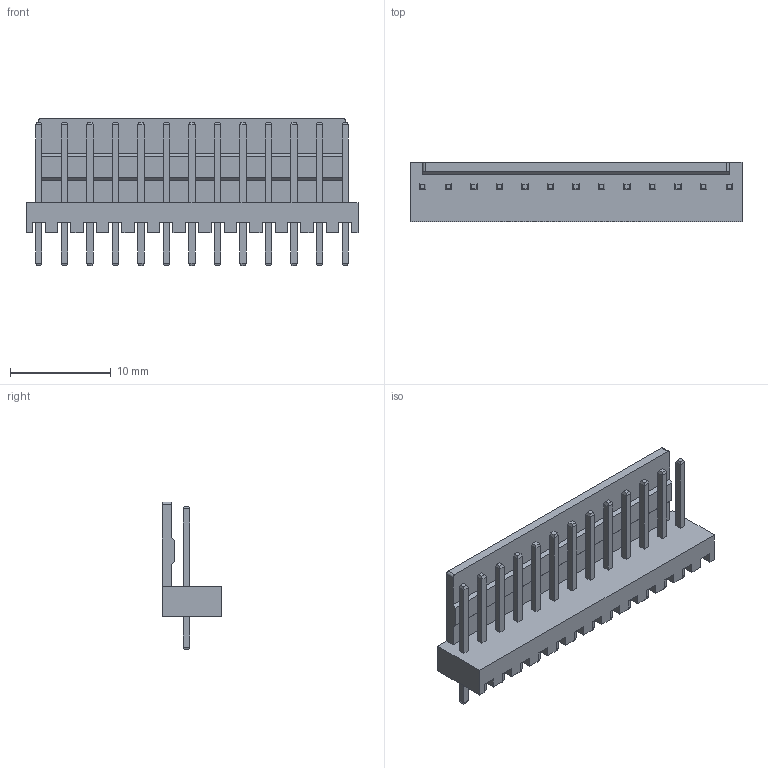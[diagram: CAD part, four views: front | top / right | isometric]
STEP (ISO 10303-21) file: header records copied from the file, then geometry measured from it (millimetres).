
FILE_DESCRIPTION (( 'STEP AP214' ), '1' );
FILE_NAME ('User Library-DS1070-13 (WF-13 CONNFLY).STEP', '2019-01-04T11:53:12', ( '' ), ( '' ), 'SwSTEP 2.0', 'SolidWorks 2018', '' );
FILE_SCHEMA (( 'AUTOMOTIVE_DESIGN' ));
Length unit declared in the file: millimetre
Products named in the file (1): User Library-DS1070-13 (WF-13 CONNFLY)
Bounding box: 33.02 x 5.9 x 14.7 mm (x, y, z)
Volume: 801.8 mm3; surface area: 1680.6 mm2
Topology: 1 solids, 1 shells, 302 faces, 718 edges, 444 vertices
Faces by surface type: plane 300, cylinder 2
Entity records: 9176 total; most frequent: CARTESIAN_POINT 1465, ORIENTED_EDGE 1436, DIRECTION 1328, EDGE_CURVE 718, LINE 714, VECTOR 714, VERTEX_POINT 444, EDGE_LOOP 328
